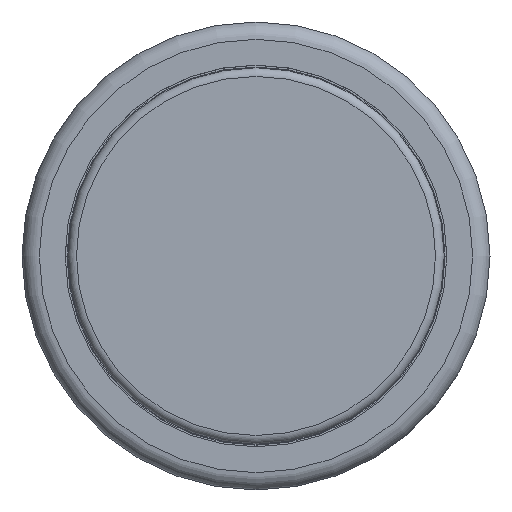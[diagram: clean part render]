
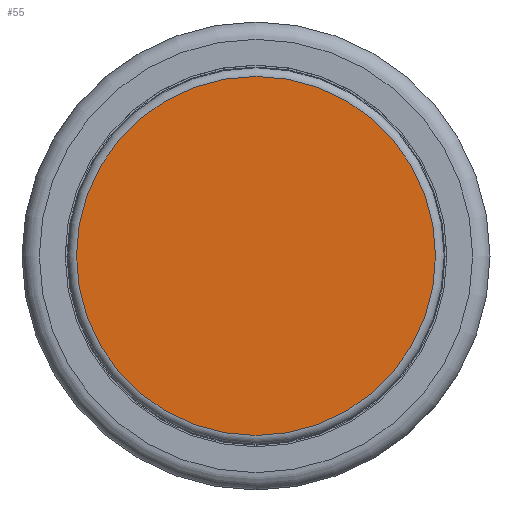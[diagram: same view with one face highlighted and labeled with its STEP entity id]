
A CAD part, top view. The second image highlights one B-rep face of the part: STEP entity #55.
In plain terms, the highlighted planar face has unit normal (0, 0, 1).
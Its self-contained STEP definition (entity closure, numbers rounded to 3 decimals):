
#55 = ADVANCED_FACE( '', ( #125 ), #126, .F. );
#125 = FACE_OUTER_BOUND( '', #223, .T. );
#126 = PLANE( '', #224 );
#223 = EDGE_LOOP( '', ( #323 ) );
#224 = AXIS2_PLACEMENT_3D( '', #324, #325, #326 );
#323 = ORIENTED_EDGE( '', *, *, #446, .T. );
#324 = CARTESIAN_POINT( '', ( 10.85, 0., 0. ) );
#325 = DIRECTION( '', ( 0., 0., -1. ) );
#326 = DIRECTION( '', ( 1., 0., 0. ) );
#446 = EDGE_CURVE( '', #498, #498, #499, .F. );
#498 = VERTEX_POINT( '', #563 );
#499 = CIRCLE( '', #564, 10.35 );
#563 = CARTESIAN_POINT( '', ( 10.35, 0., 0. ) );
#564 = AXIS2_PLACEMENT_3D( '', #630, #631, #632 );
#630 = CARTESIAN_POINT( '', ( 0., 0., 0. ) );
#631 = DIRECTION( '', ( 0., 0., -1. ) );
#632 = DIRECTION( '', ( 1., 0., 0. ) );
